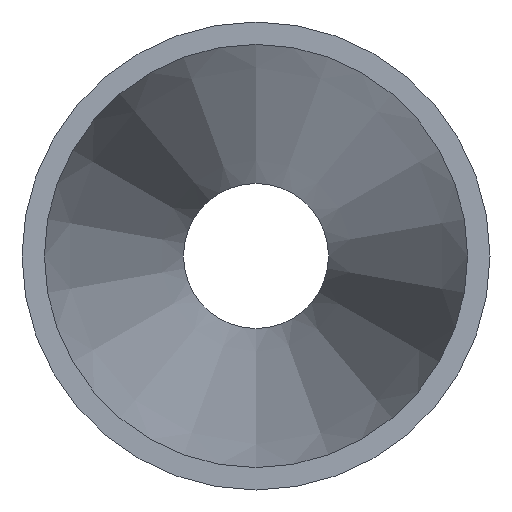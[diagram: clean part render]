
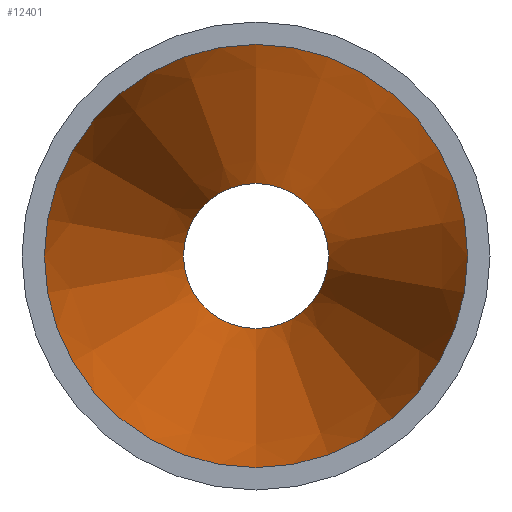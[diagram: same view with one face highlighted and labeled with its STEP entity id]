
A CAD part, front view. The second image highlights one B-rep face of the part: STEP entity #12401.
In plain terms, the highlighted conical face has half-angle 9.413 degrees and reference radius 19.173 mm.
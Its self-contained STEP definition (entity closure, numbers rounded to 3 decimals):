
#812 = CIRCLE ( 'NONE', #11514, 19.173 ) ;
#1786 = DIRECTION ( 'NONE',  ( 0., 0., -1. ) ) ;
#2048 = FACE_BOUND ( 'NONE', #8570, .T. ) ;
#2495 = EDGE_CURVE ( 'NONE', #2845, #2845, #12457, .T. ) ;
#2616 = DIRECTION ( 'NONE',  ( 0., -1., 0. ) ) ;
#2845 = VERTEX_POINT ( 'NONE', #4014 ) ;
#3515 = AXIS2_PLACEMENT_3D ( 'NONE', #8954, #4820, #1786 ) ;
#3785 = DIRECTION ( 'NONE',  ( 0., 0., -1. ) ) ;
#4014 = CARTESIAN_POINT ( 'NONE',  ( 0., 76., -6.573 ) ) ;
#4567 = CONICAL_SURFACE ( 'NONE', #3515, 19.173, 0.164 ) ;
#4820 = DIRECTION ( 'NONE',  ( 0., -1., 0. ) ) ;
#5663 = ORIENTED_EDGE ( 'NONE', *, *, #2495, .F. ) ;
#5847 = DIRECTION ( 'NONE',  ( 0., 0., -1. ) ) ;
#6122 = AXIS2_PLACEMENT_3D ( 'NONE', #6425, #8780, #3785 ) ;
#6425 = CARTESIAN_POINT ( 'NONE',  ( 0., 76., 0. ) ) ;
#7897 = VERTEX_POINT ( 'NONE', #12889 ) ;
#8570 = EDGE_LOOP ( 'NONE', ( #5663 ) ) ;
#8780 = DIRECTION ( 'NONE',  ( 0., -1., 0. ) ) ;
#8954 = CARTESIAN_POINT ( 'NONE',  ( 0., 0., 0. ) ) ;
#9647 = EDGE_LOOP ( 'NONE', ( #9667 ) ) ;
#9667 = ORIENTED_EDGE ( 'NONE', *, *, #10438, .T. ) ;
#10083 = FACE_OUTER_BOUND ( 'NONE', #9647, .T. ) ;
#10438 = EDGE_CURVE ( 'NONE', #7897, #7897, #812, .T. ) ;
#11514 = AXIS2_PLACEMENT_3D ( 'NONE', #11643, #2616, #5847 ) ;
#11643 = CARTESIAN_POINT ( 'NONE',  ( 0., 0., 0. ) ) ;
#12401 = ADVANCED_FACE ( 'NONE', ( #2048, #10083 ), #4567, .F. ) ;
#12457 = CIRCLE ( 'NONE', #6122, 6.573 ) ;
#12889 = CARTESIAN_POINT ( 'NONE',  ( 0., 0., -19.173 ) ) ;
